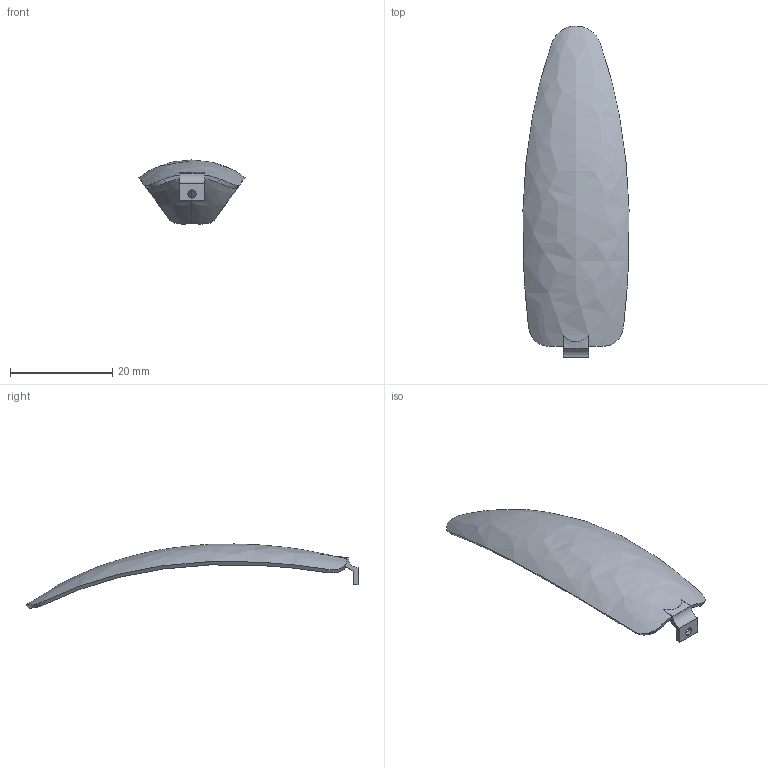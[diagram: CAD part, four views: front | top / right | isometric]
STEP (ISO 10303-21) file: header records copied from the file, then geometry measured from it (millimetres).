
FILE_DESCRIPTION (( 'STEP AP214' ), '1' );
FILE_NAME ('Petal.STEP', '2025-04-05T19:58:31', ( '' ), ( '' ), 'SwSTEP 2.0', 'SolidWorks 2020', '' );
FILE_SCHEMA (( 'AUTOMOTIVE_DESIGN' ));
Length unit declared in the file: millimetre
Products named in the file (1): Petal
Bounding box: 20.72 x 64.88 x 12.52 mm (x, y, z)
Volume: 962.1 mm3; surface area: 2527.2 mm2
Topology: 1 solids, 1 shells, 24 faces, 65 edges, 43 vertices
Faces by surface type: bspline 9, plane 9, cylinder 4, cone 2
Entity records: 1355 total; most frequent: CARTESIAN_POINT 805, ORIENTED_EDGE 130, DIRECTION 72, EDGE_CURVE 65, VERTEX_POINT 43, B_SPLINE_CURVE_WITH_KNOTS 37, AXIS2_PLACEMENT_3D 28, EDGE_LOOP 26
